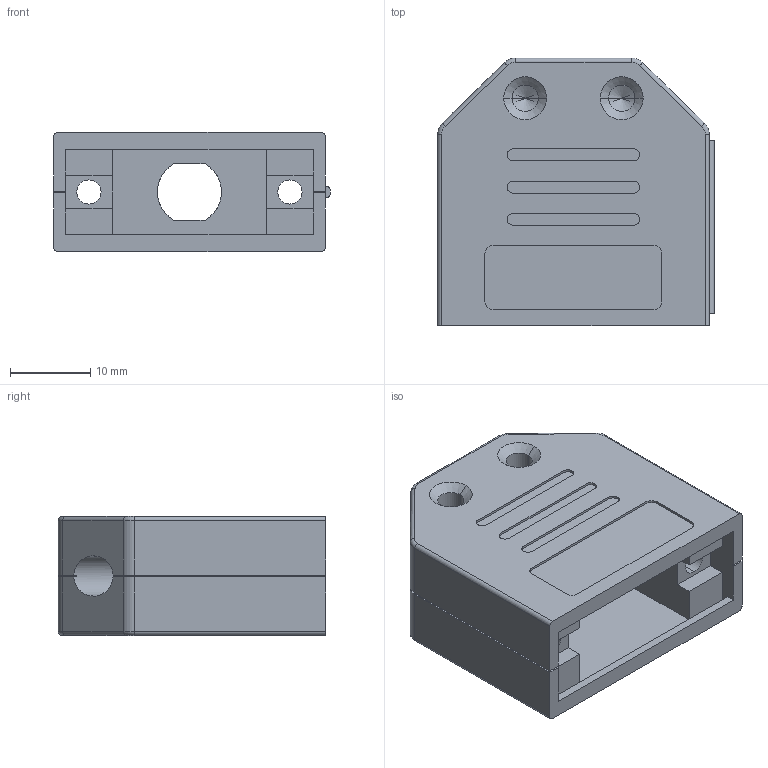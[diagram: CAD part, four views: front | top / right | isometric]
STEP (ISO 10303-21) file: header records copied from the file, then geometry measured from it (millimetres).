
FILE_DESCRIPTION (( 'STEP AP214' ), '1' );
FILE_NAME ('FM1028_3D.step', '2023-10-04T16:30:37', ( '' ), ( '' ), 'SwSTEP 2.0', 'SolidWorks 2022', '' );
FILE_SCHEMA (( 'AUTOMOTIVE_DESIGN' ));
Length unit declared in the file: millimetre
Products named in the file (2): FM1028_3D; Copy of SD121-09 MOLDING^FM1028
Assembly tree (1 placements, depth 2):
  FM1028_3D
    Copy of SD121-09 MOLDING^FM1028
Bounding box: 34.44 x 33.3 x 14.8 mm (x, y, z)
Volume: 9923.8 mm3; surface area: 6216.2 mm2
Topology: 1 solids, 1 shells, 171 faces, 464 edges, 298 vertices
Faces by surface type: plane 91, cylinder 64, cone 8, torus 8
Entity records: 5428 total; most frequent: CARTESIAN_POINT 969, DIRECTION 938, ORIENTED_EDGE 920, EDGE_CURVE 460, AXIS2_PLACEMENT_3D 315, LINE 308, VECTOR 308, VERTEX_POINT 298
